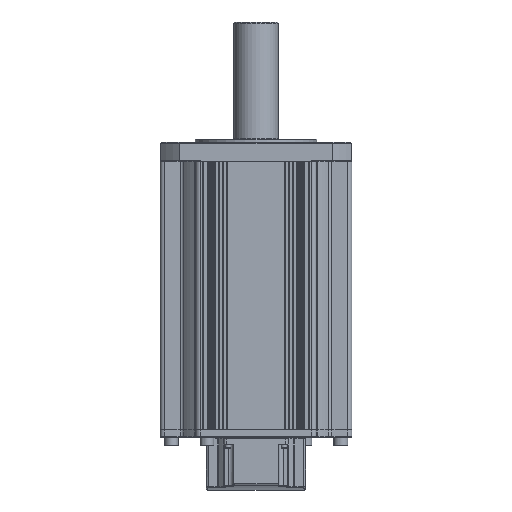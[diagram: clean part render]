
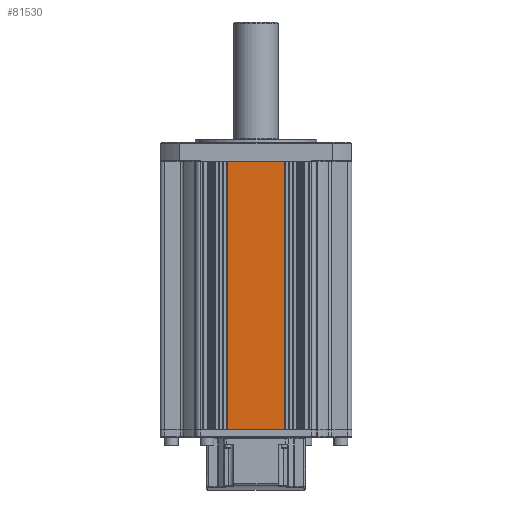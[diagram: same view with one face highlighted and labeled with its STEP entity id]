
A CAD part, front view. The second image highlights one B-rep face of the part: STEP entity #81530.
In plain terms, the highlighted planar face has unit normal (0, -1, 0).
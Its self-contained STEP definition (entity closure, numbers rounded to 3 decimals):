
#1933 = VERTEX_POINT ( 'NONE', #50708 ) ;
#10918 = VECTOR ( 'NONE', #48357, 1000. ) ;
#10940 = VECTOR ( 'NONE', #48377, 1000. ) ;
#11684 = VECTOR ( 'NONE', #48999, 1000. ) ;
#12299 = CARTESIAN_POINT ( 'NONE',  ( -26.5, -90., 0. ) ) ;
#12727 = CARTESIAN_POINT ( 'NONE',  ( -26.5, -90., -252. ) ) ;
#12773 = CARTESIAN_POINT ( 'NONE',  ( 26.5, -90., -252. ) ) ;
#20266 = VECTOR ( 'NONE', #76080, 1000. ) ;
#28924 = AXIS2_PLACEMENT_3D ( 'NONE', #36921, #36933, #36903 ) ;
#34548 = EDGE_LOOP ( 'NONE', ( #67304, #67296, #67256, #67306 ) ) ;
#36755 = FACE_OUTER_BOUND ( 'NONE', #34548, .T. ) ;
#36901 = PLANE ( 'NONE',  #28924 ) ;
#36903 = DIRECTION ( 'NONE',  ( -1., 0., 0. ) ) ;
#36921 = CARTESIAN_POINT ( 'NONE',  ( 26.5, -90., 0. ) ) ;
#36933 = DIRECTION ( 'NONE',  ( 0., 1., 0. ) ) ;
#38901 = EDGE_CURVE ( 'NONE', #53917, #54489, #48957, .T. ) ;
#39031 = EDGE_CURVE ( 'NONE', #1933, #54561, #48383, .T. ) ;
#39034 = EDGE_CURVE ( 'NONE', #54489, #54561, #48432, .T. ) ;
#48357 = DIRECTION ( 'NONE',  ( 1., 0., 0. ) ) ;
#48363 = CARTESIAN_POINT ( 'NONE',  ( 26.5, -90., -252. ) ) ;
#48377 = DIRECTION ( 'NONE',  ( 0., 0., -1. ) ) ;
#48383 = LINE ( 'NONE', #48385, #10940 ) ;
#48385 = CARTESIAN_POINT ( 'NONE',  ( 26.5, -90., 0. ) ) ;
#48432 = LINE ( 'NONE', #48363, #10918 ) ;
#48957 = LINE ( 'NONE', #48975, #11684 ) ;
#48975 = CARTESIAN_POINT ( 'NONE',  ( -26.5, -90., 0. ) ) ;
#48999 = DIRECTION ( 'NONE',  ( 0., 0., -1. ) ) ;
#50708 = CARTESIAN_POINT ( 'NONE',  ( 26.5, -90., 0. ) ) ;
#53917 = VERTEX_POINT ( 'NONE', #12299 ) ;
#54489 = VERTEX_POINT ( 'NONE', #12727 ) ;
#54561 = VERTEX_POINT ( 'NONE', #12773 ) ;
#67256 = ORIENTED_EDGE ( 'NONE', *, *, #80912, .F. ) ;
#67296 = ORIENTED_EDGE ( 'NONE', *, *, #39031, .F. ) ;
#67304 = ORIENTED_EDGE ( 'NONE', *, *, #39034, .T. ) ;
#67306 = ORIENTED_EDGE ( 'NONE', *, *, #38901, .T. ) ;
#76078 = LINE ( 'NONE', #76099, #20266 ) ;
#76080 = DIRECTION ( 'NONE',  ( 1., 0., 0. ) ) ;
#76099 = CARTESIAN_POINT ( 'NONE',  ( 0., -90., 0. ) ) ;
#80912 = EDGE_CURVE ( 'NONE', #53917, #1933, #76078, .T. ) ;
#81530 = ADVANCED_FACE ( 'NONE', ( #36755 ), #36901, .F. ) ;
